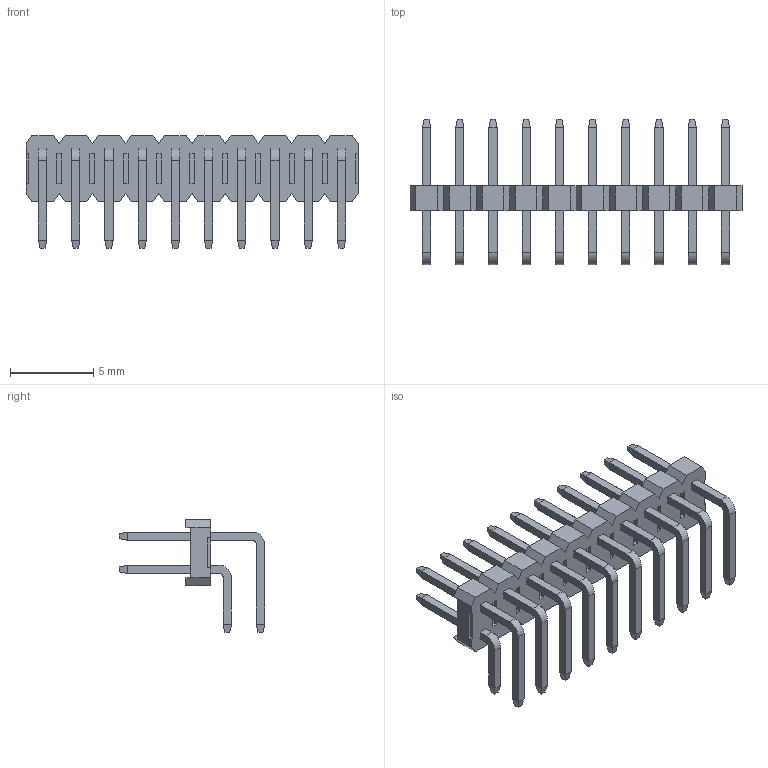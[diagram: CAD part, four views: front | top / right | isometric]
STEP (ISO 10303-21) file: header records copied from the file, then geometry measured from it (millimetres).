
FILE_DESCRIPTION( ('This file contains a STEP AP42 implementation' ,'as created by ZW3D STEP Interface translator.') ,'2;1' );
FILE_NAME( '1215-1210XXR101XXXX(す醱俔).stp' ,'23 322. 92817', (''), ('ZWCAD Software Co.'), 'Version 1.0', 'ZW3D to STEP translator', '' );
FILE_SCHEMA(('AUTOMOTIVE_DESIGN { 1 0 10303 214 1 1 1 1 }'));
Length unit declared in the file: millimetre
Products named in the file (3): 0; 1215-1220XXR101XXXX(す醱俔); 1215-12XXXXRXXXXX_ASM_1_ASM
Assembly tree (1 placements, depth 2):
  0
  1215-1220XXR101XXXX(す醱俔)
    1215-12XXXXRXXXXX_ASM_1_ASM
Bounding box: 20 x 8.75 x 6.8 mm (x, y, z)
Volume: 147.3 mm3; surface area: 769.8 mm2
Topology: 21 solids, 21 shells, 677 faces, 1598 edges, 972 vertices
Faces by surface type: plane 637, cylinder 40
Entity records: 19514 total; most frequent: CARTESIAN_POINT 3251, ORIENTED_EDGE 3196, DIRECTION 3040, EDGE_CURVE 1598, VECTOR 1518, LINE 1518, VERTEX_POINT 972, AXIS2_PLACEMENT_3D 761
